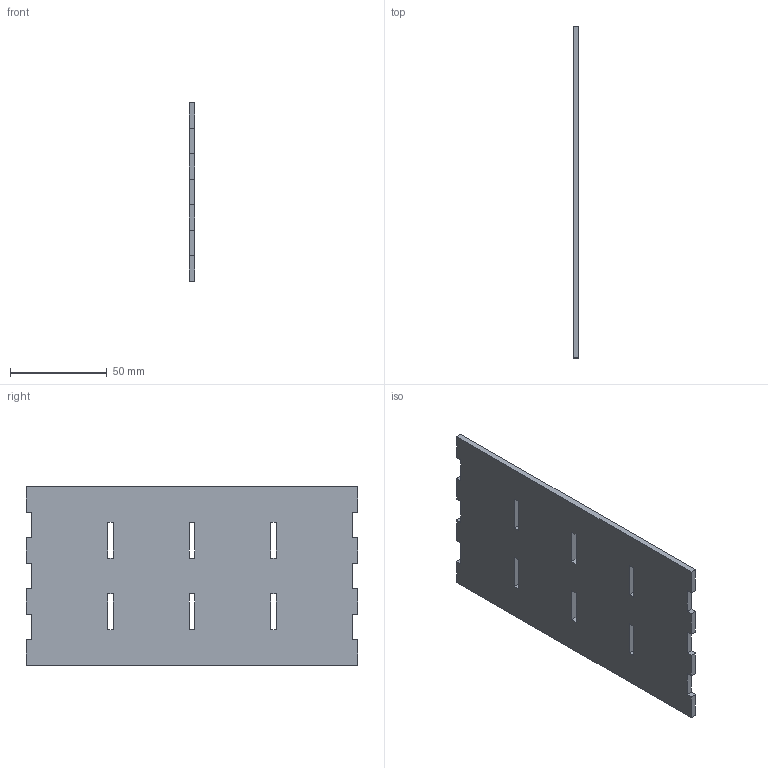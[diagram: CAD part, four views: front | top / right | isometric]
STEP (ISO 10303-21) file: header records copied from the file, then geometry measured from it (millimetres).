
FILE_DESCRIPTION (( 'STEP AP214' ), '1' );
FILE_NAME ('Left_right.STEP', '2015-06-28T23:39:56', ( '' ), ( '' ), 'SwSTEP 2.0', 'SolidWorks 2015', '' );
FILE_SCHEMA (( 'AUTOMOTIVE_DESIGN' ));
Length unit declared in the file: millimetre
Products named in the file (1): Left_right
Bounding box: 3 x 171 x 92 mm (x, y, z)
Volume: 45492.7 mm3; surface area: 32784.9 mm2
Topology: 1 solids, 1 shells, 54 faces, 156 edges, 104 vertices
Faces by surface type: plane 54
Entity records: 1798 total; most frequent: CARTESIAN_POINT 315, ORIENTED_EDGE 312, DIRECTION 266, EDGE_CURVE 156, VECTOR 156, LINE 156, VERTEX_POINT 104, EDGE_LOOP 66
